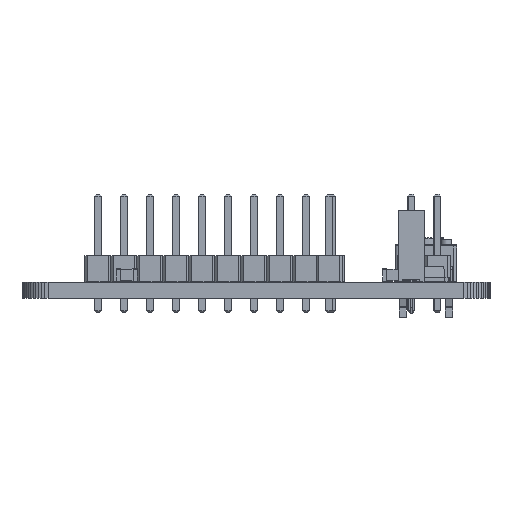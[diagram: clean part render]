
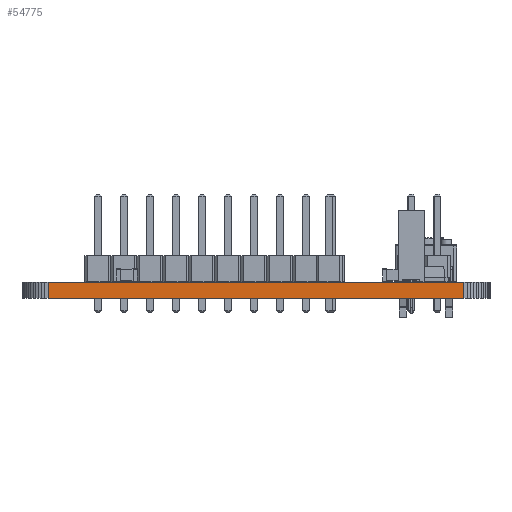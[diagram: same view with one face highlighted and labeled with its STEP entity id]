
A CAD part, left-side view. The second image highlights one B-rep face of the part: STEP entity #54775.
In plain terms, the highlighted planar face has unit normal (-1, 0, 0).
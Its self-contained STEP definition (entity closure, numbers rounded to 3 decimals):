
#48306 = PLANE('',#48307);
#48307 = AXIS2_PLACEMENT_3D('',#48308,#48309,#48310);
#48308 = CARTESIAN_POINT('',(133.35,-127.,1.58));
#48309 = DIRECTION('',(-0.,-0.,-1.));
#48310 = DIRECTION('',(-1.,0.,0.));
#48360 = PLANE('',#48361);
#48361 = AXIS2_PLACEMENT_3D('',#48362,#48363,#48364);
#48362 = CARTESIAN_POINT('',(133.35,-127.,0.));
#48363 = DIRECTION('',(-0.,-0.,-1.));
#48364 = DIRECTION('',(-1.,0.,0.));
#49561 = VERTEX_POINT('',#49562);
#49562 = CARTESIAN_POINT('',(93.98,-147.32,0.));
#49576 = PLANE('',#49577);
#49577 = AXIS2_PLACEMENT_3D('',#49578,#49579,#49580);
#49578 = CARTESIAN_POINT('',(93.999,-147.626,0.));
#49579 = DIRECTION('',(-0.998,-0.06,0.));
#49580 = DIRECTION('',(-0.06,0.998,0.));
#49588 = EDGE_CURVE('',#49561,#49589,#49591,.T.);
#49589 = VERTEX_POINT('',#49590);
#49590 = CARTESIAN_POINT('',(93.98,-106.68,0.));
#49591 = SURFACE_CURVE('',#49592,(#49596,#49603),.PCURVE_S1.);
#49592 = LINE('',#49593,#49594);
#49593 = CARTESIAN_POINT('',(93.98,-147.32,0.));
#49594 = VECTOR('',#49595,1.);
#49595 = DIRECTION('',(0.,1.,0.));
#49596 = PCURVE('',#48360,#49597);
#49597 = DEFINITIONAL_REPRESENTATION('',(#49598),#49602);
#49598 = LINE('',#49599,#49600);
#49599 = CARTESIAN_POINT('',(39.37,-20.32));
#49600 = VECTOR('',#49601,1.);
#49601 = DIRECTION('',(0.,1.));
#49602 = ( GEOMETRIC_REPRESENTATION_CONTEXT(2) 
PARAMETRIC_REPRESENTATION_CONTEXT() REPRESENTATION_CONTEXT('2D SPACE',''
  ) );
#49603 = PCURVE('',#49604,#49609);
#49604 = PLANE('',#49605);
#49605 = AXIS2_PLACEMENT_3D('',#49606,#49607,#49608);
#49606 = CARTESIAN_POINT('',(93.98,-147.32,0.));
#49607 = DIRECTION('',(-1.,0.,0.));
#49608 = DIRECTION('',(0.,1.,0.));
#49609 = DEFINITIONAL_REPRESENTATION('',(#49610),#49614);
#49610 = LINE('',#49611,#49612);
#49611 = CARTESIAN_POINT('',(0.,0.));
#49612 = VECTOR('',#49613,1.);
#49613 = DIRECTION('',(1.,0.));
#49614 = ( GEOMETRIC_REPRESENTATION_CONTEXT(2) 
PARAMETRIC_REPRESENTATION_CONTEXT() REPRESENTATION_CONTEXT('2D SPACE',''
  ) );
#49632 = PLANE('',#49633);
#49633 = AXIS2_PLACEMENT_3D('',#49634,#49635,#49636);
#49634 = CARTESIAN_POINT('',(93.98,-106.68,0.));
#49635 = DIRECTION('',(-0.998,0.06,0.));
#49636 = DIRECTION('',(0.06,0.998,0.));
#52364 = VERTEX_POINT('',#52365);
#52365 = CARTESIAN_POINT('',(93.98,-147.32,1.58));
#52386 = EDGE_CURVE('',#52364,#52387,#52389,.T.);
#52387 = VERTEX_POINT('',#52388);
#52388 = CARTESIAN_POINT('',(93.98,-106.68,1.58));
#52389 = SURFACE_CURVE('',#52390,(#52394,#52401),.PCURVE_S1.);
#52390 = LINE('',#52391,#52392);
#52391 = CARTESIAN_POINT('',(93.98,-147.32,1.58));
#52392 = VECTOR('',#52393,1.);
#52393 = DIRECTION('',(0.,1.,0.));
#52394 = PCURVE('',#48306,#52395);
#52395 = DEFINITIONAL_REPRESENTATION('',(#52396),#52400);
#52396 = LINE('',#52397,#52398);
#52397 = CARTESIAN_POINT('',(39.37,-20.32));
#52398 = VECTOR('',#52399,1.);
#52399 = DIRECTION('',(0.,1.));
#52400 = ( GEOMETRIC_REPRESENTATION_CONTEXT(2) 
PARAMETRIC_REPRESENTATION_CONTEXT() REPRESENTATION_CONTEXT('2D SPACE',''
  ) );
#52401 = PCURVE('',#49604,#52402);
#52402 = DEFINITIONAL_REPRESENTATION('',(#52403),#52407);
#52403 = LINE('',#52404,#52405);
#52404 = CARTESIAN_POINT('',(0.,-1.58));
#52405 = VECTOR('',#52406,1.);
#52406 = DIRECTION('',(1.,0.));
#52407 = ( GEOMETRIC_REPRESENTATION_CONTEXT(2) 
PARAMETRIC_REPRESENTATION_CONTEXT() REPRESENTATION_CONTEXT('2D SPACE',''
  ) );
#54725 = EDGE_CURVE('',#49589,#52387,#54726,.T.);
#54726 = SURFACE_CURVE('',#54727,(#54731,#54738),.PCURVE_S1.);
#54727 = LINE('',#54728,#54729);
#54728 = CARTESIAN_POINT('',(93.98,-106.68,0.));
#54729 = VECTOR('',#54730,1.);
#54730 = DIRECTION('',(0.,0.,1.));
#54731 = PCURVE('',#49632,#54732);
#54732 = DEFINITIONAL_REPRESENTATION('',(#54733),#54737);
#54733 = LINE('',#54734,#54735);
#54734 = CARTESIAN_POINT('',(0.,0.));
#54735 = VECTOR('',#54736,1.);
#54736 = DIRECTION('',(0.,-1.));
#54737 = ( GEOMETRIC_REPRESENTATION_CONTEXT(2) 
PARAMETRIC_REPRESENTATION_CONTEXT() REPRESENTATION_CONTEXT('2D SPACE',''
  ) );
#54738 = PCURVE('',#49604,#54739);
#54739 = DEFINITIONAL_REPRESENTATION('',(#54740),#54744);
#54740 = LINE('',#54741,#54742);
#54741 = CARTESIAN_POINT('',(40.64,0.));
#54742 = VECTOR('',#54743,1.);
#54743 = DIRECTION('',(0.,-1.));
#54744 = ( GEOMETRIC_REPRESENTATION_CONTEXT(2) 
PARAMETRIC_REPRESENTATION_CONTEXT() REPRESENTATION_CONTEXT('2D SPACE',''
  ) );
#54775 = ADVANCED_FACE('',(#54776),#49604,.T.);
#54776 = FACE_BOUND('',#54777,.T.);
#54777 = EDGE_LOOP('',(#54778,#54799,#54800,#54801));
#54778 = ORIENTED_EDGE('',*,*,#54779,.T.);
#54779 = EDGE_CURVE('',#49561,#52364,#54780,.T.);
#54780 = SURFACE_CURVE('',#54781,(#54785,#54792),.PCURVE_S1.);
#54781 = LINE('',#54782,#54783);
#54782 = CARTESIAN_POINT('',(93.98,-147.32,0.));
#54783 = VECTOR('',#54784,1.);
#54784 = DIRECTION('',(0.,0.,1.));
#54785 = PCURVE('',#49604,#54786);
#54786 = DEFINITIONAL_REPRESENTATION('',(#54787),#54791);
#54787 = LINE('',#54788,#54789);
#54788 = CARTESIAN_POINT('',(0.,0.));
#54789 = VECTOR('',#54790,1.);
#54790 = DIRECTION('',(0.,-1.));
#54791 = ( GEOMETRIC_REPRESENTATION_CONTEXT(2) 
PARAMETRIC_REPRESENTATION_CONTEXT() REPRESENTATION_CONTEXT('2D SPACE',''
  ) );
#54792 = PCURVE('',#49576,#54793);
#54793 = DEFINITIONAL_REPRESENTATION('',(#54794),#54798);
#54794 = LINE('',#54795,#54796);
#54795 = CARTESIAN_POINT('',(0.307,0.));
#54796 = VECTOR('',#54797,1.);
#54797 = DIRECTION('',(0.,-1.));
#54798 = ( GEOMETRIC_REPRESENTATION_CONTEXT(2) 
PARAMETRIC_REPRESENTATION_CONTEXT() REPRESENTATION_CONTEXT('2D SPACE',''
  ) );
#54799 = ORIENTED_EDGE('',*,*,#52386,.T.);
#54800 = ORIENTED_EDGE('',*,*,#54725,.F.);
#54801 = ORIENTED_EDGE('',*,*,#49588,.F.);
